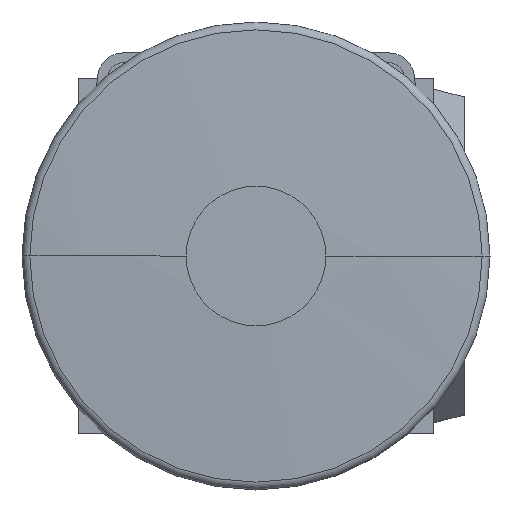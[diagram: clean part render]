
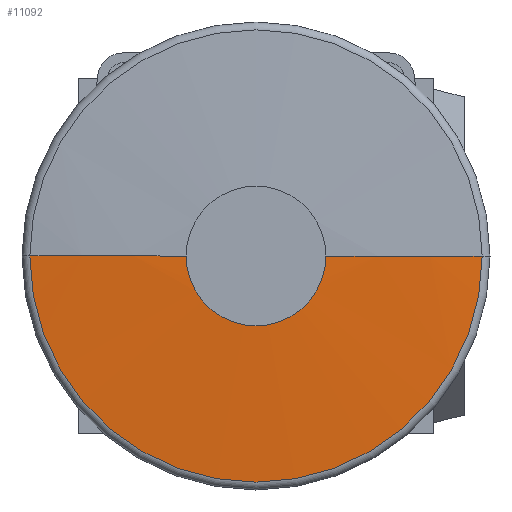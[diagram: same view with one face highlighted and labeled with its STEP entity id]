
A CAD part, front view. The second image highlights one B-rep face of the part: STEP entity #11092.
In plain terms, the highlighted free-form (B-spline) face has degree [2, 2] with [7, 9] control points.
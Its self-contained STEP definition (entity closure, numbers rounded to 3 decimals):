
#10979=CARTESIAN_POINT('POINT706',(8.462,-27.178,
   0.));
#10980=VERTEX_POINT('VERTEX706',#10979);
#10981=CARTESIAN_POINT('POINT707',(-8.462,-27.178,
   0.));
#10982=VERTEX_POINT('VERTEX707',#10981);
#10983=CARTESIAN_POINT('POS1156',(0.,-27.178,
   0.));
#10984=DIRECTION('DIR1598',(0.,-1.,
   0.));
#10985=DIRECTION('DIR1599',(0.,0.,-1.));
#10986=AXIS2_PLACEMENT_3D('AXIS443',#10983,#10984,#10985);
#10987=CIRCLE('ELLIPSE165',#10986,8.462);
#10990=EDGE_CURVE('EDGE1083',#10982,#10980,#10987,.T.);
#11000=CARTESIAN_POINT('POINT708',(27.372,
   -26.274,0.));
#11001=VERTEX_POINT('VERTEX708',#11000);
#11002=CARTESIAN_POINT('POS1158',(8.462,
   171.069,0.));
#11003=DIRECTION('DIR1602',(0.,
   0.,-1.));
#11004=DIRECTION('DIR1603',(1.,0.,
   0.));
#11005=AXIS2_PLACEMENT_3D('AXIS445',#11002,#11003,#11004);
#11006=CIRCLE('ELLIPSE166',#11005,198.247);
#11007=EDGE_CURVE('EDGE1084',#11001,#10980,#11006,.T.);
#11008=ORIENTED_EDGE('COEDGE2163',*,*,#11007,.T.);
#11009=ORIENTED_EDGE('COEDGE2164',*,*,#10990,.F.);
#11010=CARTESIAN_POINT('POINT709',(-27.372,
   -26.274,0.));
#11011=VERTEX_POINT('VERTEX709',#11010);
#11012=CARTESIAN_POINT('POS1159',(-8.462,
   171.069,0.));
#11013=DIRECTION('DIR1604',(0.,
   0.,-1.));
#11014=DIRECTION('DIR1605',(-1.,0.,
   0.));
#11015=AXIS2_PLACEMENT_3D('AXIS446',#11012,#11013,#11014);
#11016=CIRCLE('ELLIPSE167',#11015,198.247);
#11017=EDGE_CURVE('EDGE1085',#10982,#11011,#11016,.T.);
#11018=ORIENTED_EDGE('COEDGE2165',*,*,#11017,.T.);
#11019=CARTESIAN_POINT('POS1160',(0.,
   -26.274,0.));
#11020=DIRECTION('DIR1606',(0.,-1.,
   0.));
#11021=DIRECTION('DIR1607',(1.,0.,0.));
#11022=AXIS2_PLACEMENT_3D('AXIS447',#11019,#11020,#11021);
#11023=CIRCLE('ELLIPSE168',#11022,27.372);
#11024=EDGE_CURVE('EDGE1086',#11011,#11001,#11023,.T.);
#11025=ORIENTED_EDGE('COEDGE2166',*,*,#11024,.T.);
#11026=EDGE_LOOP('NONE',(#11008,#11009,#11018,#11025));
#11027=FACE_BOUND('LOOP1',#11026,.T.);
#11028=(BOUNDED_SURFACE() B_SPLINE_SURFACE(2,2,((#11029,#11030,#11031,
   #11032,#11033,#11034,#11035,#11036,#11037),(#11038,#11039,#11040,
   #11041,#11042,#11043,#11044,#11045,#11046),(#11047,#11048,#11049,
   #11050,#11051,#11052,#11053,#11054,#11055),(#11056,#11057,#11058,
   #11059,#11060,#11061,#11062,#11063,#11064),(#11065,#11066,#11067,
   #11068,#11069,#11070,#11071,#11072,#11073),(#11074,#11075,#11076,
   #11077,#11078,#11079,#11080,#11081,#11082),(#11083,#11084,#11085,
   #11086,#11087,#11088,#11089,#11090,#11091)),.UNSPECIFIED.,.F.,.T.,.U.
   ) B_SPLINE_SURFACE_WITH_KNOTS((3,2,2,3),(3,2,2,2,3),(
   1.528,2.604,3.679,
   4.755),(0.,1.571,
   3.142,4.712,6.283),
   .UNSPECIFIED.) GEOMETRIC_REPRESENTATION_ITEM() 
   RATIONAL_B_SPLINE_SURFACE(((1.,0.707,1.,
   0.707,1.,0.707,1.,
   0.707,1.),(0.859,
   0.607,0.859,0.607,
   0.859,0.607,0.859,
   0.607,0.859),(1.,
   0.707,1.,0.707,1.,
   0.707,1.,0.707,1.),(
   0.859,0.607,0.859,
   0.607,0.859,0.607,
   0.859,0.607,0.859),(
   1.,0.707,1.,0.707,
   1.,0.707,1.,0.707,
   1.),(0.859,0.607,
   0.859,0.607,0.859,
   0.607,0.859,0.607,
   0.859),(1.,0.707,1.,
   0.707,1.,0.707,1.,
   0.707,1.))) REPRESENTATION_ITEM('SPLINE_SURF1')
    SURFACE());
#11029=CARTESIAN_POINT('',(0.,-26.997
   ,0.));
#11030=CARTESIAN_POINT('',(0.,-26.997
   ,0.));
#11031=CARTESIAN_POINT('',(0.,-26.997
   ,0.));
#11032=CARTESIAN_POINT('',(0.,-26.997,
   0.));
#11033=CARTESIAN_POINT('',(0.,-26.997,
   0.));
#11034=CARTESIAN_POINT('',(0.,-26.997,
   0.));
#11035=CARTESIAN_POINT('',(0.,-26.997
   ,0.));
#11036=CARTESIAN_POINT('',(0.,-26.997
   ,0.));
#11037=CARTESIAN_POINT('',(0.,-26.997
   ,0.));
#11038=CARTESIAN_POINT('',(-118.144,-32.045,
   0.));
#11039=CARTESIAN_POINT('',(-118.144,-32.045
   ,-118.144));
#11040=CARTESIAN_POINT('',(0.,-32.045
   ,-118.144));
#11041=CARTESIAN_POINT('',(118.144,-32.045,
   -118.144));
#11042=CARTESIAN_POINT('',(118.144,-32.045,
   0.));
#11043=CARTESIAN_POINT('',(118.144,-32.045,
   118.144));
#11044=CARTESIAN_POINT('',(0.,-32.045,
   118.144));
#11045=CARTESIAN_POINT('',(-118.144,-32.045,
   118.144));
#11046=CARTESIAN_POINT('',(-118.144,-32.045,
   0.));
#11047=CARTESIAN_POINT('',(-178.721,69.512,
   0.));
#11048=CARTESIAN_POINT('',(-178.721,69.512,
   -178.721));
#11049=CARTESIAN_POINT('',(0.,69.512,
   -178.721));
#11050=CARTESIAN_POINT('',(178.721,69.512,
   -178.721));
#11051=CARTESIAN_POINT('',(178.721,69.512,
   0.));
#11052=CARTESIAN_POINT('',(178.721,69.512,
   178.721));
#11053=CARTESIAN_POINT('',(0.,69.512,
   178.721));
#11054=CARTESIAN_POINT('',(-178.721,69.512,
   178.721));
#11055=CARTESIAN_POINT('',(-178.721,69.512,
   0.));
#11056=CARTESIAN_POINT('',(-239.298,171.069,
   0.));
#11057=CARTESIAN_POINT('',(-239.298,171.069,
   -239.298));
#11058=CARTESIAN_POINT('',(0.,171.069,
   -239.298));
#11059=CARTESIAN_POINT('',(239.298,171.069,
   -239.298));
#11060=CARTESIAN_POINT('',(239.298,171.069,
   0.));
#11061=CARTESIAN_POINT('',(239.298,171.069,
   239.298));
#11062=CARTESIAN_POINT('',(0.,171.069,
   239.298));
#11063=CARTESIAN_POINT('',(-239.298,171.069,
   239.298));
#11064=CARTESIAN_POINT('',(-239.298,171.069,
   0.));
#11065=CARTESIAN_POINT('',(-178.721,272.626,
   0.));
#11066=CARTESIAN_POINT('',(-178.721,272.626,
   -178.721));
#11067=CARTESIAN_POINT('',(0.,272.626,
   -178.721));
#11068=CARTESIAN_POINT('',(178.721,272.626,
   -178.721));
#11069=CARTESIAN_POINT('',(178.721,272.626,
   0.));
#11070=CARTESIAN_POINT('',(178.721,272.626,
   178.721));
#11071=CARTESIAN_POINT('',(0.,272.626,
   178.721));
#11072=CARTESIAN_POINT('',(-178.721,272.626,
   178.721));
#11073=CARTESIAN_POINT('',(-178.721,272.626,
   0.));
#11074=CARTESIAN_POINT('',(-118.144,374.183,
   0.));
#11075=CARTESIAN_POINT('',(-118.144,374.183,
   -118.144));
#11076=CARTESIAN_POINT('',(0.,374.183,
   -118.144));
#11077=CARTESIAN_POINT('',(118.144,374.183,
   -118.144));
#11078=CARTESIAN_POINT('',(118.144,374.183,
   0.));
#11079=CARTESIAN_POINT('',(118.144,374.183,
   118.144));
#11080=CARTESIAN_POINT('',(0.,374.183,
   118.144));
#11081=CARTESIAN_POINT('',(-118.144,374.183,
   118.144));
#11082=CARTESIAN_POINT('',(-118.144,374.183,
   0.));
#11083=CARTESIAN_POINT('',(0.,369.135,
   0.));
#11084=CARTESIAN_POINT('',(0.,369.135,
   0.));
#11085=CARTESIAN_POINT('',(0.,369.135,
   0.));
#11086=CARTESIAN_POINT('',(0.,369.135,
   0.));
#11087=CARTESIAN_POINT('',(0.,369.135,
   0.));
#11088=CARTESIAN_POINT('',(0.,369.135,
   0.));
#11089=CARTESIAN_POINT('',(0.,369.135,
   0.));
#11090=CARTESIAN_POINT('',(0.,369.135,
   0.));
#11091=CARTESIAN_POINT('',(0.,369.135,
   0.));
#11092=ADVANCED_FACE('FACE384',(#11027),#11028,.T.);
